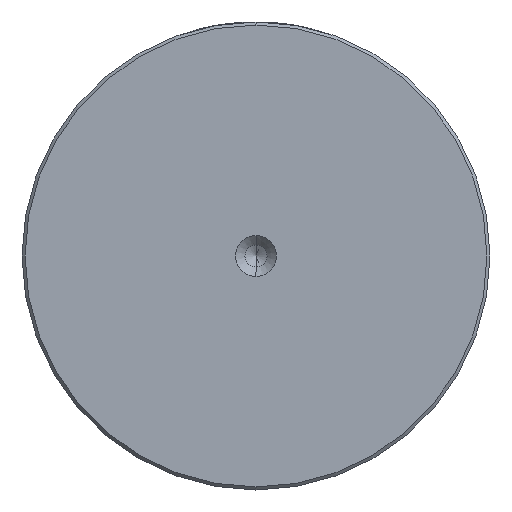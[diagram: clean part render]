
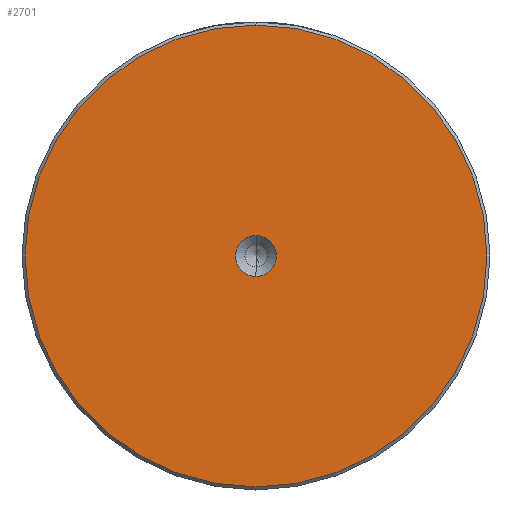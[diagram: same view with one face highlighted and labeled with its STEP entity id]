
A CAD part, left-side view. The second image highlights one B-rep face of the part: STEP entity #2701.
In plain terms, the highlighted planar face has unit normal (-1, 0, 0).
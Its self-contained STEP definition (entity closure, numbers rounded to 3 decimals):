
#68 = CIRCLE ( 'NONE', #3317, 3.3 ) ;
#124 = PLANE ( 'NONE',  #1155 ) ;
#172 = DIRECTION ( 'NONE',  ( 0., 0., 1. ) ) ;
#309 = DIRECTION ( 'NONE',  ( -1., 0., 0. ) ) ;
#355 = VERTEX_POINT ( 'NONE', #459 ) ;
#406 = EDGE_CURVE ( 'NONE', #1821, #918, #68, .T. ) ;
#459 = CARTESIAN_POINT ( 'NONE',  ( 0., 0., -37.5 ) ) ;
#495 = ORIENTED_EDGE ( 'NONE', *, *, #1687, .T. ) ;
#650 = DIRECTION ( 'NONE',  ( -1., 0., 0. ) ) ;
#669 = FACE_BOUND ( 'NONE', #1603, .T. ) ;
#680 = AXIS2_PLACEMENT_3D ( 'NONE', #3301, #1697, #172 ) ;
#809 = EDGE_CURVE ( 'NONE', #918, #1821, #3091, .T. ) ;
#918 = VERTEX_POINT ( 'NONE', #2448 ) ;
#1005 = ORIENTED_EDGE ( 'NONE', *, *, #406, .F. ) ;
#1153 = DIRECTION ( 'NONE',  ( -1., 0., 0. ) ) ;
#1155 = AXIS2_PLACEMENT_3D ( 'NONE', #1411, #1153, #1930 ) ;
#1262 = VERTEX_POINT ( 'NONE', #1423 ) ;
#1411 = CARTESIAN_POINT ( 'NONE',  ( 0., 0., 0. ) ) ;
#1423 = CARTESIAN_POINT ( 'NONE',  ( 0., 0., 37.5 ) ) ;
#1485 = CARTESIAN_POINT ( 'NONE',  ( 0., 0., 3.3 ) ) ;
#1496 = EDGE_CURVE ( 'NONE', #355, #1262, #2290, .T. ) ;
#1603 = EDGE_LOOP ( 'NONE', ( #1005, #2710 ) ) ;
#1640 = DIRECTION ( 'NONE',  ( 0., 0., 1. ) ) ;
#1687 = EDGE_CURVE ( 'NONE', #1262, #355, #1699, .T. ) ;
#1697 = DIRECTION ( 'NONE',  ( -1., 0., 0. ) ) ;
#1699 = CIRCLE ( 'NONE', #680, 37.5 ) ;
#1761 = EDGE_LOOP ( 'NONE', ( #1846, #495 ) ) ;
#1770 = AXIS2_PLACEMENT_3D ( 'NONE', #1839, #309, #2127 ) ;
#1821 = VERTEX_POINT ( 'NONE', #1485 ) ;
#1839 = CARTESIAN_POINT ( 'NONE',  ( 0., 0., 0. ) ) ;
#1846 = ORIENTED_EDGE ( 'NONE', *, *, #1496, .T. ) ;
#1877 = DIRECTION ( 'NONE',  ( -1., 0., 0. ) ) ;
#1909 = CARTESIAN_POINT ( 'NONE',  ( 0., 0., 0. ) ) ;
#1930 = DIRECTION ( 'NONE',  ( 0., 0., 1. ) ) ;
#2127 = DIRECTION ( 'NONE',  ( 0., 0., 1. ) ) ;
#2128 = AXIS2_PLACEMENT_3D ( 'NONE', #2204, #650, #2467 ) ;
#2204 = CARTESIAN_POINT ( 'NONE',  ( 0., 0., 0. ) ) ;
#2290 = CIRCLE ( 'NONE', #2128, 37.5 ) ;
#2448 = CARTESIAN_POINT ( 'NONE',  ( 0., 0., -3.3 ) ) ;
#2467 = DIRECTION ( 'NONE',  ( 0., 0., 1. ) ) ;
#2701 = ADVANCED_FACE ( 'NONE', ( #2823, #669 ), #124, .T. ) ;
#2710 = ORIENTED_EDGE ( 'NONE', *, *, #809, .F. ) ;
#2823 = FACE_OUTER_BOUND ( 'NONE', #1761, .T. ) ;
#3091 = CIRCLE ( 'NONE', #1770, 3.3 ) ;
#3301 = CARTESIAN_POINT ( 'NONE',  ( 0., 0., 0. ) ) ;
#3317 = AXIS2_PLACEMENT_3D ( 'NONE', #1909, #1877, #1640 ) ;
